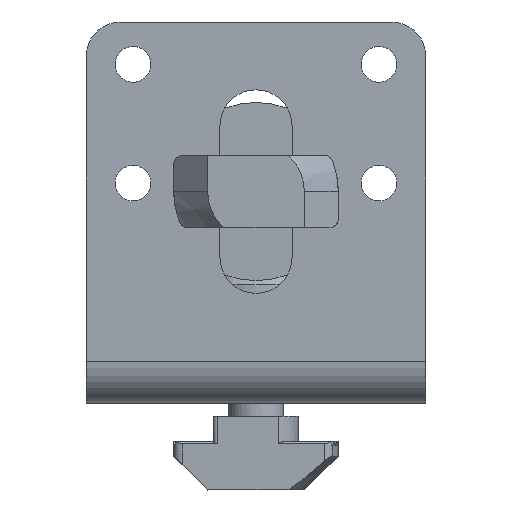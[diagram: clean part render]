
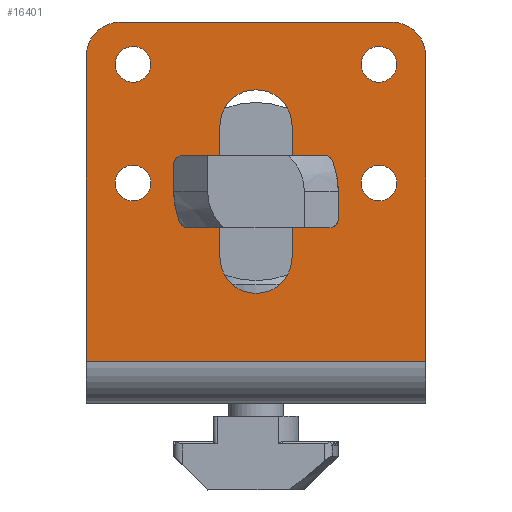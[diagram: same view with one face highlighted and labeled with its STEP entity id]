
A CAD part, left-side view. The second image highlights one B-rep face of the part: STEP entity #16401.
In plain terms, the highlighted planar face has unit normal (-1, 0, 0).
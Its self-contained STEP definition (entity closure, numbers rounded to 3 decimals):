
#8663=CIRCLE('',#15479,4.);
#8664=CIRCLE('',#15482,4.);
#8665=CIRCLE('',#15484,2.1);
#8666=CIRCLE('',#15485,2.1);
#8667=CIRCLE('',#15486,2.1);
#8668=CIRCLE('',#15487,2.1);
#8669=CIRCLE('',#15488,4.25);
#8670=CIRCLE('',#15489,4.25);
#8854=ORIENTED_EDGE('',*,*,#11951,.F.);
#8855=ORIENTED_EDGE('',*,*,#11958,.F.);
#8856=ORIENTED_EDGE('',*,*,#11959,.T.);
#8857=ORIENTED_EDGE('',*,*,#11956,.T.);
#8858=ORIENTED_EDGE('',*,*,#11955,.T.);
#8859=ORIENTED_EDGE('',*,*,#11953,.T.);
#8860=ORIENTED_EDGE('',*,*,#11960,.F.);
#8861=ORIENTED_EDGE('',*,*,#11961,.F.);
#8862=ORIENTED_EDGE('',*,*,#11962,.F.);
#8863=ORIENTED_EDGE('',*,*,#11963,.F.);
#8864=ORIENTED_EDGE('',*,*,#11964,.F.);
#8865=ORIENTED_EDGE('',*,*,#11965,.F.);
#8866=ORIENTED_EDGE('',*,*,#11966,.F.);
#8867=ORIENTED_EDGE('',*,*,#11967,.F.);
#10472=VECTOR('',#13626,1.);
#10475=VECTOR('',#13635,1.);
#10477=VECTOR('',#13643,1.);
#10478=VECTOR('',#13644,1.);
#10479=VECTOR('',#13655,1.);
#10480=VECTOR('',#13658,1.);
#10928=LINE('',#16789,#10472);
#10931=LINE('',#16797,#10475);
#10933=LINE('',#16804,#10477);
#10934=LINE('',#16805,#10478);
#10935=LINE('',#16818,#10479);
#10936=LINE('',#16821,#10480);
#11388=VERTEX_POINT('',#16777);
#11393=VERTEX_POINT('',#16787);
#11394=VERTEX_POINT('',#16791);
#11395=VERTEX_POINT('',#16795);
#11396=VERTEX_POINT('',#16799);
#11397=VERTEX_POINT('',#16803);
#11398=VERTEX_POINT('',#16806);
#11399=VERTEX_POINT('',#16808);
#11400=VERTEX_POINT('',#16810);
#11401=VERTEX_POINT('',#16812);
#11402=VERTEX_POINT('',#16814);
#11403=VERTEX_POINT('',#16815);
#11404=VERTEX_POINT('',#16817);
#11405=VERTEX_POINT('',#16819);
#11951=EDGE_CURVE('',#11393,#11388,#10928,.T.);
#11953=EDGE_CURVE('',#11394,#11388,#8663,.T.);
#11955=EDGE_CURVE('',#11395,#11394,#10931,.T.);
#11956=EDGE_CURVE('',#11396,#11395,#8664,.T.);
#11958=EDGE_CURVE('',#11397,#11393,#10933,.T.);
#11959=EDGE_CURVE('',#11397,#11396,#10934,.T.);
#11960=EDGE_CURVE('',#11398,#11398,#8665,.T.);
#11961=EDGE_CURVE('',#11399,#11399,#8666,.T.);
#11962=EDGE_CURVE('',#11400,#11400,#8667,.T.);
#11963=EDGE_CURVE('',#11401,#11401,#8668,.T.);
#11964=EDGE_CURVE('',#11402,#11403,#8669,.T.);
#11965=EDGE_CURVE('',#11404,#11402,#10935,.T.);
#11966=EDGE_CURVE('',#11405,#11404,#8670,.T.);
#11967=EDGE_CURVE('',#11403,#11405,#10936,.T.);
#12762=EDGE_LOOP('',(#8854,#8855,#8856,#8857,#8858,#8859));
#12763=EDGE_LOOP('',(#8860));
#12764=EDGE_LOOP('',(#8861));
#12765=EDGE_LOOP('',(#8862));
#12766=EDGE_LOOP('',(#8863));
#12767=EDGE_LOOP('',(#8864,#8865,#8866,#8867));
#13182=FACE_BOUND('',#12762,.T.);
#13183=FACE_BOUND('',#12763,.T.);
#13184=FACE_BOUND('',#12764,.T.);
#13185=FACE_BOUND('',#12765,.T.);
#13186=FACE_BOUND('',#12766,.T.);
#13187=FACE_BOUND('',#12767,.T.);
#13626=DIRECTION('',(0.,0.,36.));
#13630=DIRECTION('',(-1.,0.,0.));
#13631=DIRECTION('',(0.,0.,4.));
#13635=DIRECTION('',(0.,32.,0.));
#13638=DIRECTION('',(-1.,0.,0.));
#13639=DIRECTION('',(0.,-4.,0.));
#13641=DIRECTION('',(-1.,0.,0.));
#13642=DIRECTION('',(0.,1.,0.));
#13643=DIRECTION('',(0.,40.,0.));
#13644=DIRECTION('',(0.,0.,36.));
#13645=DIRECTION('',(-1.,0.,0.));
#13646=DIRECTION('',(0.,2.1,0.));
#13647=DIRECTION('',(-1.,0.,0.));
#13648=DIRECTION('',(0.,2.1,0.));
#13649=DIRECTION('',(-1.,0.,0.));
#13650=DIRECTION('',(0.,2.1,0.));
#13651=DIRECTION('',(-1.,0.,0.));
#13652=DIRECTION('',(0.,2.1,0.));
#13653=DIRECTION('',(-1.,0.,0.));
#13654=DIRECTION('',(0.,-4.25,0.));
#13655=DIRECTION('',(0.,0.,15.5));
#13656=DIRECTION('',(-1.,0.,0.));
#13657=DIRECTION('',(0.,4.25,0.));
#13658=DIRECTION('',(0.,0.,-15.5));
#15479=AXIS2_PLACEMENT_3D('',#16793,#13630,#13631);
#15482=AXIS2_PLACEMENT_3D('',#16800,#13638,#13639);
#15483=AXIS2_PLACEMENT_3D('',#16802,#13641,#13642);
#15484=AXIS2_PLACEMENT_3D('',#16807,#13645,#13646);
#15485=AXIS2_PLACEMENT_3D('',#16809,#13647,#13648);
#15486=AXIS2_PLACEMENT_3D('',#16811,#13649,#13650);
#15487=AXIS2_PLACEMENT_3D('',#16813,#13651,#13652);
#15488=AXIS2_PLACEMENT_3D('',#16816,#13653,#13654);
#15489=AXIS2_PLACEMENT_3D('',#16820,#13656,#13657);
#16178=PLANE('',#15483);
#16401=ADVANCED_FACE('',(#13182,#13183,#13184,#13185,#13186,#13187),#16178,
 .T.);
#16777=CARTESIAN_POINT('',(38.148,47.607,41.));
#16787=CARTESIAN_POINT('',(38.148,47.607,5.));
#16789=CARTESIAN_POINT('',(38.148,47.607,5.));
#16791=CARTESIAN_POINT('',(38.148,43.607,45.));
#16793=CARTESIAN_POINT('',(38.148,43.607,41.));
#16795=CARTESIAN_POINT('',(38.148,11.607,45.));
#16797=CARTESIAN_POINT('',(38.148,11.607,45.));
#16799=CARTESIAN_POINT('',(38.148,7.607,41.));
#16800=CARTESIAN_POINT('',(38.148,11.607,41.));
#16802=CARTESIAN_POINT('',(38.148,47.607,5.));
#16803=CARTESIAN_POINT('',(38.148,7.607,5.));
#16804=CARTESIAN_POINT('',(38.148,7.607,5.));
#16805=CARTESIAN_POINT('',(38.148,7.607,5.));
#16806=CARTESIAN_POINT('',(38.148,44.207,26.));
#16807=CARTESIAN_POINT('',(38.148,42.107,26.));
#16808=CARTESIAN_POINT('',(38.148,44.207,40.));
#16809=CARTESIAN_POINT('',(38.148,42.107,40.));
#16810=CARTESIAN_POINT('',(38.148,15.207,26.));
#16811=CARTESIAN_POINT('',(38.148,13.107,26.));
#16812=CARTESIAN_POINT('',(38.148,15.207,40.));
#16813=CARTESIAN_POINT('',(38.148,13.107,40.));
#16814=CARTESIAN_POINT('',(38.148,23.357,32.75));
#16815=CARTESIAN_POINT('',(38.148,31.857,32.75));
#16816=CARTESIAN_POINT('',(38.148,27.607,32.75));
#16817=CARTESIAN_POINT('',(38.148,23.357,17.25));
#16818=CARTESIAN_POINT('',(38.148,23.357,17.25));
#16819=CARTESIAN_POINT('',(38.148,31.857,17.25));
#16820=CARTESIAN_POINT('',(38.148,27.607,17.25));
#16821=CARTESIAN_POINT('',(38.148,31.857,32.75));
